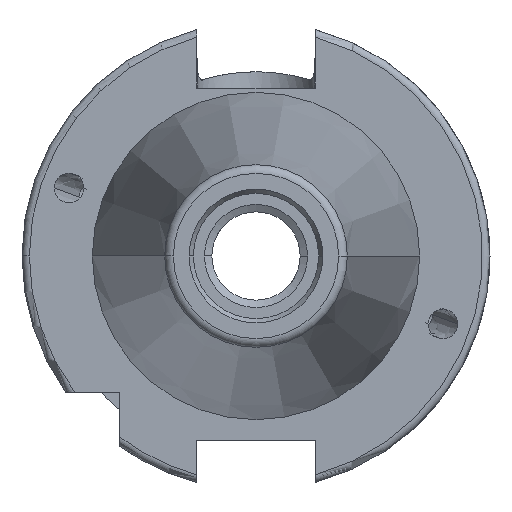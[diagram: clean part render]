
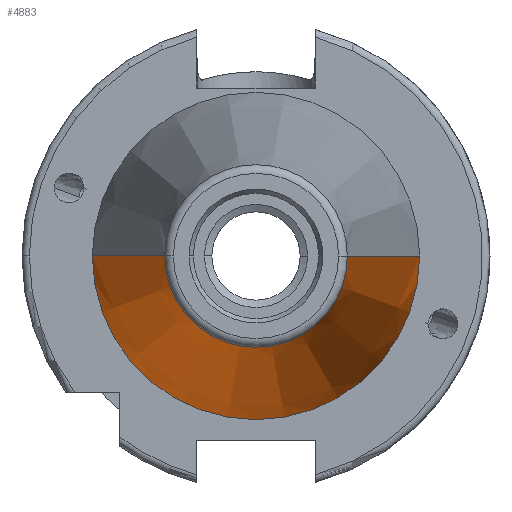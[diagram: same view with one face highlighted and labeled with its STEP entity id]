
A CAD part, left-side view. The second image highlights one B-rep face of the part: STEP entity #4883.
In plain terms, the highlighted conical face has half-angle 8.297 degrees and reference radius 22.225 mm.
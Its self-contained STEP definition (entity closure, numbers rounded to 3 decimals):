
#125 = ORIENTED_EDGE ( 'NONE', *, *, #2899, .T. ) ;
#168 = AXIS2_PLACEMENT_3D ( 'NONE', #1956, #1544, #2736 ) ;
#337 = DIRECTION ( 'NONE',  ( 0., 1., 0. ) ) ;
#447 = EDGE_CURVE ( 'NONE', #1334, #5048, #4727, .T. ) ;
#596 = EDGE_CURVE ( 'NONE', #3069, #1334, #1052, .T. ) ;
#813 = CARTESIAN_POINT ( 'NONE',  ( -57.473, -12.4, 0. ) ) ;
#842 = AXIS2_PLACEMENT_3D ( 'NONE', #5128, #2767, #337 ) ;
#1052 = CIRCLE ( 'NONE', #1690, 12.4 ) ;
#1178 = CARTESIAN_POINT ( 'NONE',  ( 9.9, -22.225, 0. ) ) ;
#1314 = DIRECTION ( 'NONE',  ( 0., 1., 0. ) ) ;
#1334 = VERTEX_POINT ( 'NONE', #813 ) ;
#1434 = LINE ( 'NONE', #1498, #2500 ) ;
#1476 = VERTEX_POINT ( 'NONE', #1487 ) ;
#1487 = CARTESIAN_POINT ( 'NONE',  ( 9.9, 22.225, 0. ) ) ;
#1498 = CARTESIAN_POINT ( 'NONE',  ( 9.9, 22.225, 0. ) ) ;
#1544 = DIRECTION ( 'NONE',  ( 1., 0., 0. ) ) ;
#1586 = ORIENTED_EDGE ( 'NONE', *, *, #447, .F. ) ;
#1690 = AXIS2_PLACEMENT_3D ( 'NONE', #1733, #4090, #1314 ) ;
#1733 = CARTESIAN_POINT ( 'NONE',  ( -57.473, 0., 0. ) ) ;
#1956 = CARTESIAN_POINT ( 'NONE',  ( 9.9, 0., 0. ) ) ;
#2067 = FACE_OUTER_BOUND ( 'NONE', #4877, .T. ) ;
#2422 = CARTESIAN_POINT ( 'NONE',  ( -57.473, 12.4, 0. ) ) ;
#2490 = CARTESIAN_POINT ( 'NONE',  ( 9.9, -22.225, 0. ) ) ;
#2500 = VECTOR ( 'NONE', #4664, 1000. ) ;
#2736 = DIRECTION ( 'NONE',  ( 0., -1., 0. ) ) ;
#2767 = DIRECTION ( 'NONE',  ( -1., 0., 0. ) ) ;
#2899 = EDGE_CURVE ( 'NONE', #1476, #5048, #3917, .T. ) ;
#3069 = VERTEX_POINT ( 'NONE', #2422 ) ;
#3278 = DIRECTION ( 'NONE',  ( 0.99, -0.144, 0. ) ) ;
#3713 = EDGE_CURVE ( 'NONE', #3069, #1476, #1434, .T. ) ;
#3750 = ORIENTED_EDGE ( 'NONE', *, *, #3713, .T. ) ;
#3793 = CONICAL_SURFACE ( 'NONE', #168, 22.225, 0.145 ) ;
#3814 = VECTOR ( 'NONE', #3278, 1000. ) ;
#3917 = CIRCLE ( 'NONE', #842, 22.225 ) ;
#4090 = DIRECTION ( 'NONE',  ( -1., 0., 0. ) ) ;
#4248 = ORIENTED_EDGE ( 'NONE', *, *, #596, .F. ) ;
#4664 = DIRECTION ( 'NONE',  ( 0.99, 0.144, 0. ) ) ;
#4727 = LINE ( 'NONE', #2490, #3814 ) ;
#4877 = EDGE_LOOP ( 'NONE', ( #4248, #3750, #125, #1586 ) ) ;
#4883 = ADVANCED_FACE ( 'NONE', ( #2067 ), #3793, .T. ) ;
#5048 = VERTEX_POINT ( 'NONE', #1178 ) ;
#5128 = CARTESIAN_POINT ( 'NONE',  ( 9.9, 0., 0. ) ) ;
